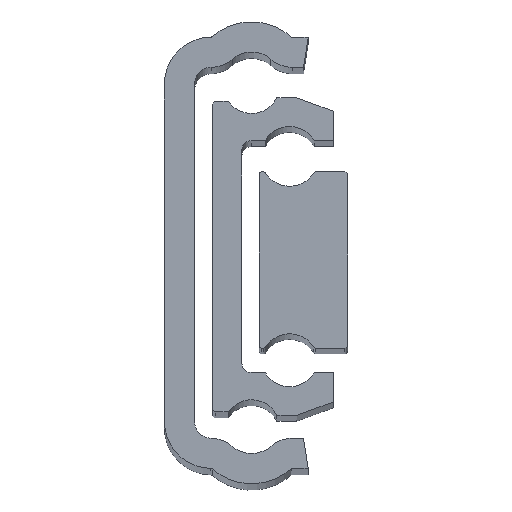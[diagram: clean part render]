
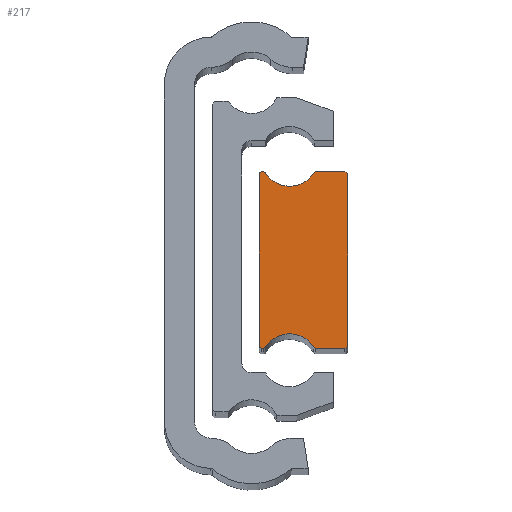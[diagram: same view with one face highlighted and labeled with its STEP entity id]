
A CAD part, top view. The second image highlights one B-rep face of the part: STEP entity #217.
In plain terms, the highlighted face is planar.
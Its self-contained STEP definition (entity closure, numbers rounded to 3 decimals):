
#132 = ORIENTED_EDGE ( 'NONE', *, *, #325, .F. ) ;
#133 = ORIENTED_EDGE ( 'NONE', *, *, #291, .F. ) ;
#217 = ADVANCED_FACE ( 'NONE', ( #1351 ), #3088, .F. ) ;
#262 = EDGE_CURVE ( 'NONE', #3023, #2981, #1427, .T. ) ;
#275 = EDGE_CURVE ( 'NONE', #2981, #2900, #1441, .T. ) ;
#288 = EDGE_CURVE ( 'NONE', #3073, #2899, #1467, .T. ) ;
#291 = EDGE_CURVE ( 'NONE', #3245, #3029, #1466, .T. ) ;
#292 = EDGE_CURVE ( 'NONE', #3058, #2952, #1472, .T. ) ;
#293 = EDGE_CURVE ( 'NONE', #2930, #2885, #1473, .T. ) ;
#308 = EDGE_CURVE ( 'NONE', #2885, #3023, #1498, .T. ) ;
#310 = EDGE_CURVE ( 'NONE', #3043, #2886, #1499, .T. ) ;
#319 = EDGE_CURVE ( 'NONE', #3139, #3073, #1512, .T. ) ;
#322 = EDGE_CURVE ( 'NONE', #2952, #2930, #1504, .T. ) ;
#325 = EDGE_CURVE ( 'NONE', #3029, #3149, #1519, .T. ) ;
#329 = EDGE_CURVE ( 'NONE', #2900, #3245, #1526, .T. ) ;
#331 = EDGE_CURVE ( 'NONE', #3149, #3042, #1525, .T. ) ;
#336 = EDGE_CURVE ( 'NONE', #3042, #3139, #1535, .T. ) ;
#342 = EDGE_CURVE ( 'NONE', #2899, #3043, #1544, .T. ) ;
#345 = EDGE_CURVE ( 'NONE', #2886, #3058, #1550, .T. ) ;
#362 = AXIS2_PLACEMENT_3D ( 'NONE', #899, #796, #783 ) ;
#386 = AXIS2_PLACEMENT_3D ( 'NONE', #3098, #3063, #3119 ) ;
#432 = AXIS2_PLACEMENT_3D ( 'NONE', #889, #946, #945 ) ;
#434 = AXIS2_PLACEMENT_3D ( 'NONE', #801, #914, #908 ) ;
#435 = AXIS2_PLACEMENT_3D ( 'NONE', #871, #965, #969 ) ;
#439 = AXIS2_PLACEMENT_3D ( 'NONE', #836, #947, #943 ) ;
#440 = AXIS2_PLACEMENT_3D ( 'NONE', #929, #925, #927 ) ;
#445 = AXIS2_PLACEMENT_3D ( 'NONE', #819, #928, #930 ) ;
#447 = AXIS2_PLACEMENT_3D ( 'NONE', #831, #852, #853 ) ;
#453 = AXIS2_PLACEMENT_3D ( 'NONE', #854, #849, #850 ) ;
#454 = AXIS2_PLACEMENT_3D ( 'NONE', #847, #858, #859 ) ;
#783 = DIRECTION ( 'NONE',  ( 1., 0., 0. ) ) ;
#796 = DIRECTION ( 'NONE',  ( 0., 0., 1. ) ) ;
#800 = DIRECTION ( 'NONE',  ( 0., 1., 0. ) ) ;
#801 = CARTESIAN_POINT ( 'NONE',  ( 10.45, -9.3, 0. ) ) ;
#803 = CARTESIAN_POINT ( 'NONE',  ( 19.75, -9.2, 0. ) ) ;
#819 = CARTESIAN_POINT ( 'NONE',  ( 13.5, 10.99, 0. ) ) ;
#829 = CARTESIAN_POINT ( 'NONE',  ( 10.45, -9.5, 0. ) ) ;
#830 = DIRECTION ( 'NONE',  ( 1., 0., 0. ) ) ;
#831 = CARTESIAN_POINT ( 'NONE',  ( 19.45, 9.2, 0. ) ) ;
#836 = CARTESIAN_POINT ( 'NONE',  ( 13.5, -10.99, 0. ) ) ;
#847 = CARTESIAN_POINT ( 'NONE',  ( 16.32, 9.2, 0. ) ) ;
#849 = DIRECTION ( 'NONE',  ( 0., 0., 1. ) ) ;
#850 = DIRECTION ( 'NONE',  ( 1., 0., 0. ) ) ;
#852 = DIRECTION ( 'NONE',  ( 0., 0., 1. ) ) ;
#853 = DIRECTION ( 'NONE',  ( 1., 0., 0. ) ) ;
#854 = CARTESIAN_POINT ( 'NONE',  ( 19.45, -9.2, 0. ) ) ;
#858 = DIRECTION ( 'NONE',  ( 0., 0., 1. ) ) ;
#859 = DIRECTION ( 'NONE',  ( 1., 0., 0. ) ) ;
#871 = CARTESIAN_POINT ( 'NONE',  ( 10.68, -9.2, 0. ) ) ;
#889 = CARTESIAN_POINT ( 'NONE',  ( 10.68, 9.2, 0. ) ) ;
#899 = CARTESIAN_POINT ( 'NONE',  ( 16.32, -9.2, 0. ) ) ;
#908 = DIRECTION ( 'NONE',  ( 1., 0., 0. ) ) ;
#914 = DIRECTION ( 'NONE',  ( 0., 0., 1. ) ) ;
#925 = DIRECTION ( 'NONE',  ( 0., 0., 1. ) ) ;
#927 = DIRECTION ( 'NONE',  ( 1., 0., 0. ) ) ;
#928 = DIRECTION ( 'NONE',  ( 0., 0., -1. ) ) ;
#929 = CARTESIAN_POINT ( 'NONE',  ( 10.45, 9.3, 0. ) ) ;
#930 = DIRECTION ( 'NONE',  ( 1., 0., 0. ) ) ;
#943 = DIRECTION ( 'NONE',  ( 1., 0., 0. ) ) ;
#945 = DIRECTION ( 'NONE',  ( 1., 0., 0. ) ) ;
#946 = DIRECTION ( 'NONE',  ( 0., 0., 1. ) ) ;
#947 = DIRECTION ( 'NONE',  ( 0., 0., -1. ) ) ;
#951 = DIRECTION ( 'NONE',  ( -1., 0., 0. ) ) ;
#955 = CARTESIAN_POINT ( 'NONE',  ( 16.32, -9.5, 0. ) ) ;
#962 = DIRECTION ( 'NONE',  ( 1., 0., 0. ) ) ;
#965 = DIRECTION ( 'NONE',  ( 0., 0., 1. ) ) ;
#969 = DIRECTION ( 'NONE',  ( 1., 0., 0. ) ) ;
#974 = CARTESIAN_POINT ( 'NONE',  ( 19.45, 9.5, 0. ) ) ;
#1023 = DIRECTION ( 'NONE',  ( 0., -1., 0. ) ) ;
#1024 = CARTESIAN_POINT ( 'NONE',  ( 10.25, 9.3, 0. ) ) ;
#1029 = DIRECTION ( 'NONE',  ( -1., 0., 0. ) ) ;
#1030 = CARTESIAN_POINT ( 'NONE',  ( 10.68, 9.5, 0. ) ) ;
#1169 = EDGE_LOOP ( 'NONE', ( #132, #133, #2872, #2865, #2859, #2860, #2863, #2720, #2862, #2867, #2713, #2876, #2869, #2861, #2874, #2870 ) ) ;
#1351 = FACE_OUTER_BOUND ( 'NONE', #1169, .T. ) ;
#1427 = CIRCLE ( 'NONE', #362, 0.3 ) ;
#1441 = LINE ( 'NONE', #955, #1442 ) ;
#1442 = VECTOR ( 'NONE', #962, 1000. ) ;
#1454 = VECTOR ( 'NONE', #800, 1000. ) ;
#1466 = LINE ( 'NONE', #803, #1454 ) ;
#1467 = CIRCLE ( 'NONE', #432, 0.3 ) ;
#1472 = CIRCLE ( 'NONE', #434, 0.2 ) ;
#1473 = CIRCLE ( 'NONE', #435, 0.3 ) ;
#1498 = CIRCLE ( 'NONE', #439, 3.04 ) ;
#1499 = CIRCLE ( 'NONE', #440, 0.2 ) ;
#1504 = LINE ( 'NONE', #829, #1513 ) ;
#1512 = CIRCLE ( 'NONE', #445, 3.04 ) ;
#1513 = VECTOR ( 'NONE', #830, 1000. ) ;
#1519 = CIRCLE ( 'NONE', #447, 0.3 ) ;
#1525 = LINE ( 'NONE', #974, #1527 ) ;
#1526 = CIRCLE ( 'NONE', #453, 0.3 ) ;
#1527 = VECTOR ( 'NONE', #951, 1000. ) ;
#1535 = CIRCLE ( 'NONE', #454, 0.3 ) ;
#1544 = LINE ( 'NONE', #1030, #1545 ) ;
#1545 = VECTOR ( 'NONE', #1029, 1000. ) ;
#1550 = LINE ( 'NONE', #1024, #1551 ) ;
#1551 = VECTOR ( 'NONE', #1023, 1000. ) ;
#2171 = CARTESIAN_POINT ( 'NONE',  ( 10.25, 9.3, 0. ) ) ;
#2185 = CARTESIAN_POINT ( 'NONE',  ( 10.933, -9.361, 0. ) ) ;
#2192 = CARTESIAN_POINT ( 'NONE',  ( 10.68, 9.5, 0. ) ) ;
#2193 = CARTESIAN_POINT ( 'NONE',  ( 19.45, -9.5, 0. ) ) ;
#2214 = CARTESIAN_POINT ( 'NONE',  ( 10.68, -9.5, 0. ) ) ;
#2227 = CARTESIAN_POINT ( 'NONE',  ( 10.45, -9.5, 0. ) ) ;
#2237 = CARTESIAN_POINT ( 'NONE',  ( 16.32, -9.5, 0. ) ) ;
#2254 = CARTESIAN_POINT ( 'NONE',  ( 16.067, -9.361, 0. ) ) ;
#2260 = CARTESIAN_POINT ( 'NONE',  ( 19.75, 9.2, 0. ) ) ;
#2273 = CARTESIAN_POINT ( 'NONE',  ( 16.32, 9.5, 0. ) ) ;
#2274 = CARTESIAN_POINT ( 'NONE',  ( 10.45, 9.5, 0. ) ) ;
#2280 = CARTESIAN_POINT ( 'NONE',  ( 10.25, -9.3, 0. ) ) ;
#2292 = CARTESIAN_POINT ( 'NONE',  ( 10.933, 9.361, 0. ) ) ;
#2320 = CARTESIAN_POINT ( 'NONE',  ( 16.067, 9.361, 0. ) ) ;
#2324 = CARTESIAN_POINT ( 'NONE',  ( 19.45, 9.5, 0. ) ) ;
#2352 = CARTESIAN_POINT ( 'NONE',  ( 19.75, -9.2, 0. ) ) ;
#2713 = ORIENTED_EDGE ( 'NONE', *, *, #310, .F. ) ;
#2720 = ORIENTED_EDGE ( 'NONE', *, *, #322, .F. ) ;
#2859 = ORIENTED_EDGE ( 'NONE', *, *, #262, .F. ) ;
#2860 = ORIENTED_EDGE ( 'NONE', *, *, #308, .F. ) ;
#2861 = ORIENTED_EDGE ( 'NONE', *, *, #319, .F. ) ;
#2862 = ORIENTED_EDGE ( 'NONE', *, *, #292, .F. ) ;
#2863 = ORIENTED_EDGE ( 'NONE', *, *, #293, .F. ) ;
#2865 = ORIENTED_EDGE ( 'NONE', *, *, #275, .F. ) ;
#2867 = ORIENTED_EDGE ( 'NONE', *, *, #345, .F. ) ;
#2869 = ORIENTED_EDGE ( 'NONE', *, *, #288, .F. ) ;
#2870 = ORIENTED_EDGE ( 'NONE', *, *, #331, .F. ) ;
#2872 = ORIENTED_EDGE ( 'NONE', *, *, #329, .F. ) ;
#2874 = ORIENTED_EDGE ( 'NONE', *, *, #336, .F. ) ;
#2876 = ORIENTED_EDGE ( 'NONE', *, *, #342, .F. ) ;
#2885 = VERTEX_POINT ( 'NONE', #2185 ) ;
#2886 = VERTEX_POINT ( 'NONE', #2171 ) ;
#2899 = VERTEX_POINT ( 'NONE', #2192 ) ;
#2900 = VERTEX_POINT ( 'NONE', #2193 ) ;
#2930 = VERTEX_POINT ( 'NONE', #2214 ) ;
#2952 = VERTEX_POINT ( 'NONE', #2227 ) ;
#2981 = VERTEX_POINT ( 'NONE', #2237 ) ;
#3023 = VERTEX_POINT ( 'NONE', #2254 ) ;
#3029 = VERTEX_POINT ( 'NONE', #2260 ) ;
#3042 = VERTEX_POINT ( 'NONE', #2273 ) ;
#3043 = VERTEX_POINT ( 'NONE', #2274 ) ;
#3058 = VERTEX_POINT ( 'NONE', #2280 ) ;
#3063 = DIRECTION ( 'NONE',  ( 0., 0., 1. ) ) ;
#3073 = VERTEX_POINT ( 'NONE', #2292 ) ;
#3088 = PLANE ( 'NONE',  #386 ) ;
#3098 = CARTESIAN_POINT ( 'NONE',  ( 19.45, 9.2, 0. ) ) ;
#3119 = DIRECTION ( 'NONE',  ( 1., 0., 0. ) ) ;
#3139 = VERTEX_POINT ( 'NONE', #2320 ) ;
#3149 = VERTEX_POINT ( 'NONE', #2324 ) ;
#3245 = VERTEX_POINT ( 'NONE', #2352 ) ;
